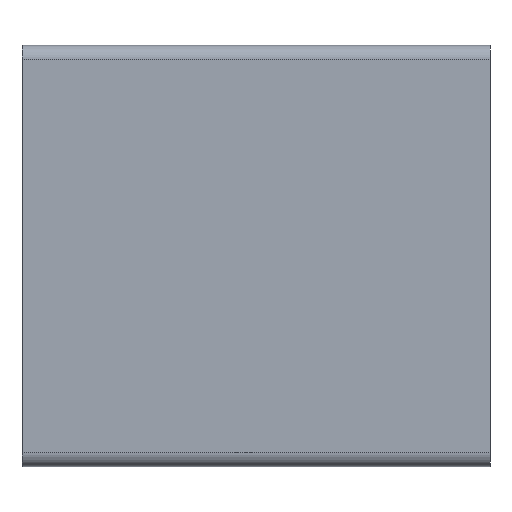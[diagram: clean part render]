
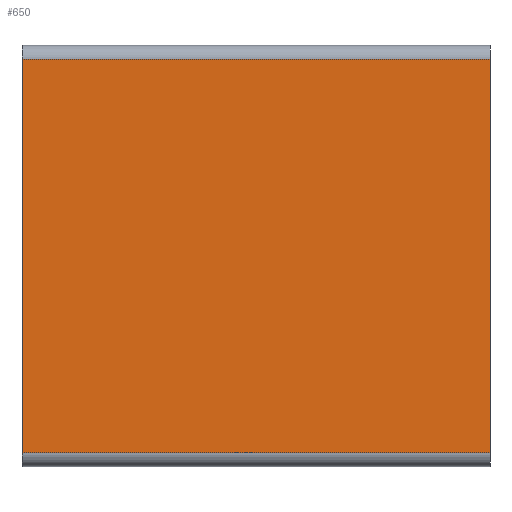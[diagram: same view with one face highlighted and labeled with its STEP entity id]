
A CAD part, left-side view. The second image highlights one B-rep face of the part: STEP entity #650.
In plain terms, the highlighted planar face has unit normal (-1, 0, 0).
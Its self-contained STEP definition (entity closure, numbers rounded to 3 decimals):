
#650 = ADVANCED_FACE( '', ( #1583 ), #1584, .F. );
#1583 = FACE_OUTER_BOUND( '', #2816, .T. );
#1584 = PLANE( '', #2817 );
#2816 = EDGE_LOOP( '', ( #4603, #4604, #4605, #4606 ) );
#2817 = AXIS2_PLACEMENT_3D( '', #4607, #4608, #4609 );
#4603 = ORIENTED_EDGE( '', *, *, #8243, .T. );
#4604 = ORIENTED_EDGE( '', *, *, #8244, .F. );
#4605 = ORIENTED_EDGE( '', *, *, #8245, .F. );
#4606 = ORIENTED_EDGE( '', *, *, #8246, .T. );
#4607 = CARTESIAN_POINT( '', ( -22.5, 100., -42. ) );
#4608 = DIRECTION( '', ( 1., 0., 0. ) );
#4609 = DIRECTION( '', ( 0., 0., -1. ) );
#8243 = EDGE_CURVE( '', #10229, #10230, #10231, .T. );
#8244 = EDGE_CURVE( '', #10232, #10230, #10233, .T. );
#8245 = EDGE_CURVE( '', #10234, #10232, #10235, .T. );
#8246 = EDGE_CURVE( '', #10234, #10229, #10236, .T. );
#10229 = VERTEX_POINT( '', #12905 );
#10230 = VERTEX_POINT( '', #12906 );
#10231 = LINE( '', #12907, #12908 );
#10232 = VERTEX_POINT( '', #12909 );
#10233 = LINE( '', #12910, #12911 );
#10234 = VERTEX_POINT( '', #12912 );
#10235 = LINE( '', #12913, #12914 );
#10236 = LINE( '', #12915, #12916 );
#12905 = CARTESIAN_POINT( '', ( -22.5, 0., -42. ) );
#12906 = CARTESIAN_POINT( '', ( -22.5, 0., 42. ) );
#12907 = CARTESIAN_POINT( '', ( -22.5, 0., -42. ) );
#12908 = VECTOR( '', #15534, 1000. );
#12909 = CARTESIAN_POINT( '', ( -22.5, 100., 42. ) );
#12910 = CARTESIAN_POINT( '', ( -22.5, 100., 42. ) );
#12911 = VECTOR( '', #15535, 1000. );
#12912 = CARTESIAN_POINT( '', ( -22.5, 100., -42. ) );
#12913 = CARTESIAN_POINT( '', ( -22.5, 100., -42. ) );
#12914 = VECTOR( '', #15536, 1000. );
#12915 = CARTESIAN_POINT( '', ( -22.5, 100., -42. ) );
#12916 = VECTOR( '', #15537, 1000. );
#15534 = DIRECTION( '', ( 0., 0., 1. ) );
#15535 = DIRECTION( '', ( 0., -1., 0. ) );
#15536 = DIRECTION( '', ( 0., 0., 1. ) );
#15537 = DIRECTION( '', ( 0., -1., 0. ) );
